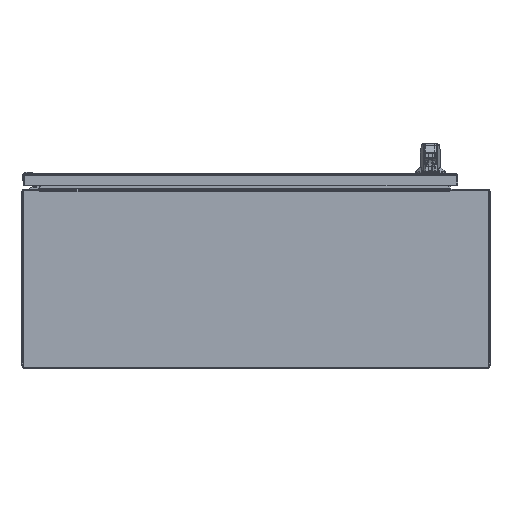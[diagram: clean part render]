
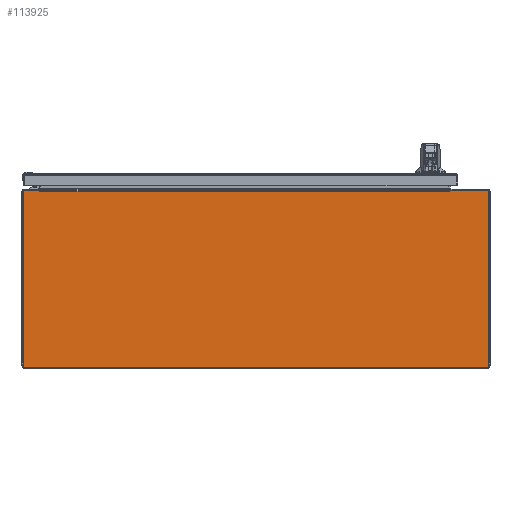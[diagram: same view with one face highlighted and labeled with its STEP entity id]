
A CAD part, front view. The second image highlights one B-rep face of the part: STEP entity #113925.
In plain terms, the highlighted planar face has unit normal (0, -1, 0).
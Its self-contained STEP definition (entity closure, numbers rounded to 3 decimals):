
#575 = EDGE_CURVE ( 'NONE', #34803, #133718, #213149, .T. ) ;
#3616 = CARTESIAN_POINT ( 'NONE',  ( 15.544, -18., 5.857 ) ) ;
#6109 = EDGE_LOOP ( 'NONE', ( #78891, #78022, #126673, #71921, #198232, #44854, #37180, #12809, #141376, #8775, #161353, #165468, #44000, #197320 ) ) ;
#8775 = ORIENTED_EDGE ( 'NONE', *, *, #95361, .T. ) ;
#10101 = VECTOR ( 'NONE', #81377, 39.37 ) ;
#12809 = ORIENTED_EDGE ( 'NONE', *, *, #221288, .T. ) ;
#13426 = EDGE_CURVE ( 'NONE', #128028, #215179, #110746, .T. ) ;
#16057 = DIRECTION ( 'NONE',  ( 0., 0., -1. ) ) ;
#20253 = LINE ( 'NONE', #89431, #188231 ) ;
#20508 = DIRECTION ( 'NONE',  ( -0.174, 0., -0.985 ) ) ;
#20699 = DIRECTION ( 'NONE',  ( 0., 0., -1. ) ) ;
#21013 = CARTESIAN_POINT ( 'NONE',  ( 12.985, -18., 5.855 ) ) ;
#25024 = CARTESIAN_POINT ( 'NONE',  ( 15.624, -18., 5.857 ) ) ;
#26800 = EDGE_CURVE ( 'NONE', #110930, #128028, #20253, .T. ) ;
#27015 = DIRECTION ( 'NONE',  ( 0., -1., 0. ) ) ;
#27537 = CARTESIAN_POINT ( 'NONE',  ( -15.624, -18., -5.857 ) ) ;
#27861 = VERTEX_POINT ( 'NONE', #121334 ) ;
#34803 = VERTEX_POINT ( 'NONE', #169493 ) ;
#36034 = CARTESIAN_POINT ( 'NONE',  ( 0., -18., 0. ) ) ;
#37161 = DIRECTION ( 'NONE',  ( 0., -1., 0. ) ) ;
#37180 = ORIENTED_EDGE ( 'NONE', *, *, #120392, .T. ) ;
#37999 = VERTEX_POINT ( 'NONE', #204450 ) ;
#38209 = CIRCLE ( 'NONE', #96176, 0.08 ) ;
#38561 = CARTESIAN_POINT ( 'NONE',  ( 13.001, -18., 5.855 ) ) ;
#38838 = CARTESIAN_POINT ( 'NONE',  ( 15.624, -18., 0. ) ) ;
#38840 = EDGE_CURVE ( 'NONE', #215179, #51027, #219790, .T. ) ;
#42670 = VERTEX_POINT ( 'NONE', #25024 ) ;
#44000 = ORIENTED_EDGE ( 'NONE', *, *, #38840, .T. ) ;
#44854 = ORIENTED_EDGE ( 'NONE', *, *, #575, .T. ) ;
#45101 = CARTESIAN_POINT ( 'NONE',  ( -15.544, -18., 5.937 ) ) ;
#47378 = CARTESIAN_POINT ( 'NONE',  ( 15.544, -18., -5.857 ) ) ;
#48241 = CARTESIAN_POINT ( 'NONE',  ( -14.501, -18., 5.855 ) ) ;
#51027 = VERTEX_POINT ( 'NONE', #76655 ) ;
#55864 = DIRECTION ( 'NONE',  ( 0., 0., 1. ) ) ;
#58031 = DIRECTION ( 'NONE',  ( 0., -1., 0. ) ) ;
#59708 = CARTESIAN_POINT ( 'NONE',  ( 0., -18., 5.855 ) ) ;
#61934 = VERTEX_POINT ( 'NONE', #45101 ) ;
#66258 = CARTESIAN_POINT ( 'NONE',  ( 13.016, -18., 5.937 ) ) ;
#71921 = ORIENTED_EDGE ( 'NONE', *, *, #74653, .T. ) ;
#74653 = EDGE_CURVE ( 'NONE', #217081, #183831, #83114, .T. ) ;
#76655 = CARTESIAN_POINT ( 'NONE',  ( -14.501, -18., 5.855 ) ) ;
#78022 = ORIENTED_EDGE ( 'NONE', *, *, #139514, .T. ) ;
#78891 = ORIENTED_EDGE ( 'NONE', *, *, #89094, .T. ) ;
#81377 = DIRECTION ( 'NONE',  ( -1., 0., 0. ) ) ;
#82209 = EDGE_CURVE ( 'NONE', #183831, #34803, #218811, .T. ) ;
#83114 = CIRCLE ( 'NONE', #209929, 0.08 ) ;
#89094 = EDGE_CURVE ( 'NONE', #37999, #61934, #161489, .T. ) ;
#89431 = CARTESIAN_POINT ( 'NONE',  ( 12.993, -18., 5.855 ) ) ;
#91069 = AXIS2_PLACEMENT_3D ( 'NONE', #36034, #37161, #122267 ) ;
#92885 = VECTOR ( 'NONE', #117446, 39.37 ) ;
#94354 = LINE ( 'NONE', #109153, #118512 ) ;
#95361 = EDGE_CURVE ( 'NONE', #27861, #110930, #204670, .T. ) ;
#96107 = VERTEX_POINT ( 'NONE', #194276 ) ;
#96176 = AXIS2_PLACEMENT_3D ( 'NONE', #3616, #58031, #159085 ) ;
#101439 = CARTESIAN_POINT ( 'NONE',  ( 15.624, -18., -5.857 ) ) ;
#105624 = DIRECTION ( 'NONE',  ( 0., -1., 0. ) ) ;
#107518 = DIRECTION ( 'NONE',  ( 0., 0., -1. ) ) ;
#109153 = CARTESIAN_POINT ( 'NONE',  ( -15.624, -18., 0. ) ) ;
#110746 = LINE ( 'NONE', #59708, #220159 ) ;
#110930 = VERTEX_POINT ( 'NONE', #38561 ) ;
#113925 = ADVANCED_FACE ( 'NONE', ( #143776 ), #194816, .T. ) ;
#117446 = DIRECTION ( 'NONE',  ( -0.174, 0., 0.985 ) ) ;
#118512 = VECTOR ( 'NONE', #20699, 39.37 ) ;
#120392 = EDGE_CURVE ( 'NONE', #133718, #42670, #123982, .T. ) ;
#121334 = CARTESIAN_POINT ( 'NONE',  ( 13.016, -18., 5.937 ) ) ;
#122267 = DIRECTION ( 'NONE',  ( 0., 0., -1. ) ) ;
#123982 = LINE ( 'NONE', #38838, #156869 ) ;
#126306 = DIRECTION ( 'NONE',  ( -1., 0., 0. ) ) ;
#126673 = ORIENTED_EDGE ( 'NONE', *, *, #141176, .T. ) ;
#128028 = VERTEX_POINT ( 'NONE', #21013 ) ;
#128583 = CARTESIAN_POINT ( 'NONE',  ( 0., -18., 5.937 ) ) ;
#133228 = CARTESIAN_POINT ( 'NONE',  ( -15.624, -18., 5.857 ) ) ;
#133718 = VERTEX_POINT ( 'NONE', #101439 ) ;
#137871 = LINE ( 'NONE', #48241, #92885 ) ;
#139514 = EDGE_CURVE ( 'NONE', #61934, #219825, #190594, .T. ) ;
#141176 = EDGE_CURVE ( 'NONE', #219825, #217081, #94354, .T. ) ;
#141376 = ORIENTED_EDGE ( 'NONE', *, *, #216869, .T. ) ;
#143481 = AXIS2_PLACEMENT_3D ( 'NONE', #193760, #194896, #107518 ) ;
#143776 = FACE_OUTER_BOUND ( 'NONE', #6109, .T. ) ;
#145636 = DIRECTION ( 'NONE',  ( -1., 0., 0. ) ) ;
#149564 = DIRECTION ( 'NONE',  ( 0., 0., -1. ) ) ;
#149910 = CARTESIAN_POINT ( 'NONE',  ( -15.544, -18., -5.937 ) ) ;
#156869 = VECTOR ( 'NONE', #55864, 39.37 ) ;
#159085 = DIRECTION ( 'NONE',  ( 0., 0., -1. ) ) ;
#161353 = ORIENTED_EDGE ( 'NONE', *, *, #26800, .T. ) ;
#161489 = LINE ( 'NONE', #163722, #169350 ) ;
#163722 = CARTESIAN_POINT ( 'NONE',  ( 0., -18., 5.937 ) ) ;
#165468 = ORIENTED_EDGE ( 'NONE', *, *, #13426, .T. ) ;
#169350 = VECTOR ( 'NONE', #126306, 39.37 ) ;
#169493 = CARTESIAN_POINT ( 'NONE',  ( 15.544, -18., -5.937 ) ) ;
#177454 = VECTOR ( 'NONE', #20508, 39.37 ) ;
#180141 = DIRECTION ( 'NONE',  ( -1., 0., 0. ) ) ;
#180571 = AXIS2_PLACEMENT_3D ( 'NONE', #47378, #27015, #149564 ) ;
#180774 = LINE ( 'NONE', #128583, #210523 ) ;
#183831 = VERTEX_POINT ( 'NONE', #149910 ) ;
#184787 = CARTESIAN_POINT ( 'NONE',  ( 0., -18., -5.937 ) ) ;
#186877 = CARTESIAN_POINT ( 'NONE',  ( 0., -18., 5.855 ) ) ;
#187005 = DIRECTION ( 'NONE',  ( 1., 0., 0. ) ) ;
#188231 = VECTOR ( 'NONE', #180141, 39.37 ) ;
#190594 = CIRCLE ( 'NONE', #143481, 0.08 ) ;
#191873 = CARTESIAN_POINT ( 'NONE',  ( -15.544, -18., -5.857 ) ) ;
#193760 = CARTESIAN_POINT ( 'NONE',  ( -15.544, -18., 5.857 ) ) ;
#194276 = CARTESIAN_POINT ( 'NONE',  ( 15.544, -18., 5.937 ) ) ;
#194816 = PLANE ( 'NONE',  #91069 ) ;
#194896 = DIRECTION ( 'NONE',  ( 0., -1., 0. ) ) ;
#197320 = ORIENTED_EDGE ( 'NONE', *, *, #205797, .T. ) ;
#198232 = ORIENTED_EDGE ( 'NONE', *, *, #82209, .T. ) ;
#204450 = CARTESIAN_POINT ( 'NONE',  ( -14.516, -18., 5.937 ) ) ;
#204670 = LINE ( 'NONE', #66258, #177454 ) ;
#205797 = EDGE_CURVE ( 'NONE', #51027, #37999, #137871, .T. ) ;
#209929 = AXIS2_PLACEMENT_3D ( 'NONE', #191873, #105624, #16057 ) ;
#210523 = VECTOR ( 'NONE', #145636, 39.37 ) ;
#210581 = VECTOR ( 'NONE', #187005, 39.37 ) ;
#213149 = CIRCLE ( 'NONE', #180571, 0.08 ) ;
#215179 = VERTEX_POINT ( 'NONE', #219448 ) ;
#216246 = DIRECTION ( 'NONE',  ( -1., 0., 0. ) ) ;
#216869 = EDGE_CURVE ( 'NONE', #96107, #27861, #180774, .T. ) ;
#217081 = VERTEX_POINT ( 'NONE', #27537 ) ;
#218811 = LINE ( 'NONE', #184787, #210581 ) ;
#219448 = CARTESIAN_POINT ( 'NONE',  ( -14.486, -18., 5.855 ) ) ;
#219790 = LINE ( 'NONE', #186877, #10101 ) ;
#219825 = VERTEX_POINT ( 'NONE', #133228 ) ;
#220159 = VECTOR ( 'NONE', #216246, 39.37 ) ;
#221288 = EDGE_CURVE ( 'NONE', #42670, #96107, #38209, .T. ) ;
